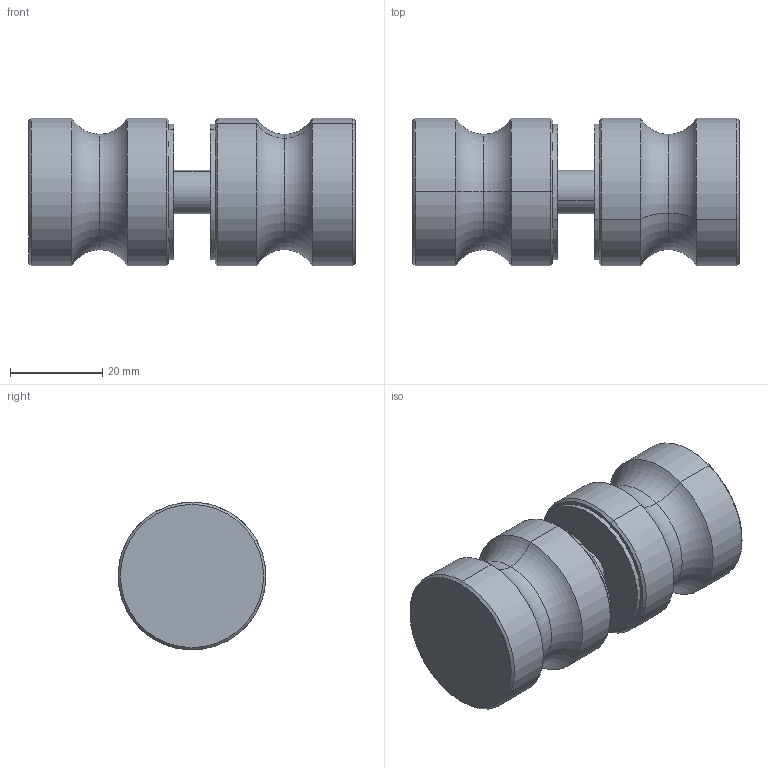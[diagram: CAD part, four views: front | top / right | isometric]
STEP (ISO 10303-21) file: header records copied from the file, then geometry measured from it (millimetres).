
FILE_DESCRIPTION (( 'STEP AP203' ), '1' );
FILE_NAME ('GS-304_M-926_S.STEP', '2019-04-01T12:50:57', ( '' ), ( '' ), 'SwSTEP 2.0', 'SolidWorks 2018', '' );
FILE_SCHEMA (( 'CONFIG_CONTROL_DESIGN' ));
Length unit declared in the file: millimetre
Products named in the file (5): GS-304-M-926-S P2 rubber; GS-304-M-926-S P4 M8; GS-304-M-926-S P1; GS-304_M-926_S; GS-304-M-926-S P3 rubber
Assembly tree (6 placements, depth 2):
  GS-304_M-926_S
    GS-304-M-926-S P1  x2
    GS-304-M-926-S P4 M8
    GS-304-M-926-S P3 rubber  x2
    GS-304-M-926-S P2 rubber
Bounding box: 70.64 x 32 x 32 mm (x, y, z)
Volume: 44698.4 mm3; surface area: 14509.7 mm2
Topology: 6 solids, 6 shells, 181 faces, 475 edges, 305 vertices
Faces by surface type: cylinder 131, cone 21, plane 19, torus 8, bspline 2
Entity records: 7584 total; most frequent: CARTESIAN_POINT 3703, ORIENTED_EDGE 842, DIRECTION 572, EDGE_CURVE 421, VERTEX_POINT 276, AXIS2_PLACEMENT_3D 211, EDGE_LOOP 161, ADVANCED_FACE 155
